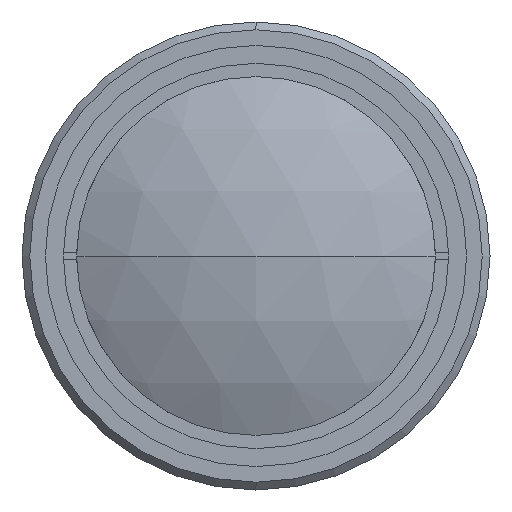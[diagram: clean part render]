
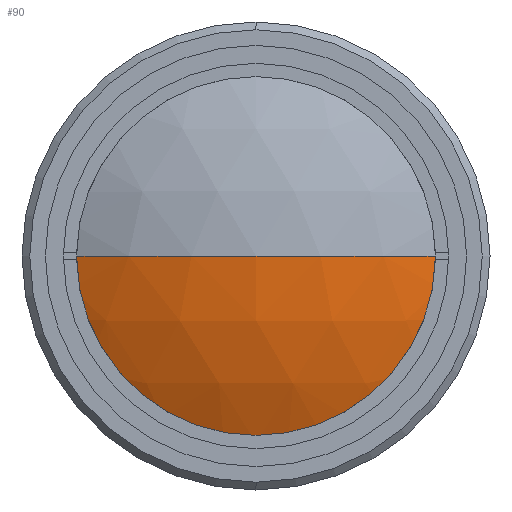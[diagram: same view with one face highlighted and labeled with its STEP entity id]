
A CAD part, left-side view. The second image highlights one B-rep face of the part: STEP entity #90.
In plain terms, the highlighted spherical face has radius 52.8 mm.
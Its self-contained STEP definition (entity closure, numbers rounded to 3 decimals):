
#31 = DIRECTION ( 'NONE',  ( -1., 0., 0. ) ) ;
#90 = ADVANCED_FACE ( 'NONE', ( #1316 ), #371, .T. ) ;
#133 = VERTEX_POINT ( 'NONE', #479 ) ;
#198 = CIRCLE ( 'NONE', #425, 52.8 ) ;
#330 = CARTESIAN_POINT ( 'NONE',  ( 6.878, 0., 0. ) ) ;
#348 = ORIENTED_EDGE ( 'NONE', *, *, #785, .T. ) ;
#371 = SPHERICAL_SURFACE ( 'NONE', #1723, 52.8 ) ;
#425 = AXIS2_PLACEMENT_3D ( 'NONE', #2087, #1278, #1084 ) ;
#479 = CARTESIAN_POINT ( 'NONE',  ( 6.878, -24., 0. ) ) ;
#490 = VERTEX_POINT ( 'NONE', #1409 ) ;
#532 = EDGE_LOOP ( 'NONE', ( #348, #613, #1663 ) ) ;
#538 = DIRECTION ( 'NONE',  ( 0., 0., 1. ) ) ;
#613 = ORIENTED_EDGE ( 'NONE', *, *, #1984, .T. ) ;
#785 = EDGE_CURVE ( 'NONE', #1308, #133, #1954, .T. ) ;
#1084 = DIRECTION ( 'NONE',  ( 0., 1., 0. ) ) ;
#1141 = CARTESIAN_POINT ( 'NONE',  ( 6.878, 24., 0. ) ) ;
#1239 = EDGE_CURVE ( 'NONE', #1308, #490, #1474, .T. ) ;
#1278 = DIRECTION ( 'NONE',  ( 0., 0., -1. ) ) ;
#1308 = VERTEX_POINT ( 'NONE', #1141 ) ;
#1314 = CARTESIAN_POINT ( 'NONE',  ( 53.908, 0., 0. ) ) ;
#1316 = FACE_OUTER_BOUND ( 'NONE', #532, .T. ) ;
#1347 = DIRECTION ( 'NONE',  ( 0., 1., 0. ) ) ;
#1409 = CARTESIAN_POINT ( 'NONE',  ( 1.108, 0., 0. ) ) ;
#1474 = CIRCLE ( 'NONE', #1990, 52.8 ) ;
#1550 = DIRECTION ( 'NONE',  ( 0., 0., -1. ) ) ;
#1663 = ORIENTED_EDGE ( 'NONE', *, *, #1239, .F. ) ;
#1723 = AXIS2_PLACEMENT_3D ( 'NONE', #2025, #1550, #1347 ) ;
#1725 = DIRECTION ( 'NONE',  ( 0., 0., 1. ) ) ;
#1832 = AXIS2_PLACEMENT_3D ( 'NONE', #330, #31, #1725 ) ;
#1954 = CIRCLE ( 'NONE', #1832, 24. ) ;
#1984 = EDGE_CURVE ( 'NONE', #133, #490, #198, .T. ) ;
#1990 = AXIS2_PLACEMENT_3D ( 'NONE', #1314, #538, #2233 ) ;
#2025 = CARTESIAN_POINT ( 'NONE',  ( 53.908, 0., 0. ) ) ;
#2087 = CARTESIAN_POINT ( 'NONE',  ( 53.908, 0., 0. ) ) ;
#2233 = DIRECTION ( 'NONE',  ( 1., 0., 0. ) ) ;
